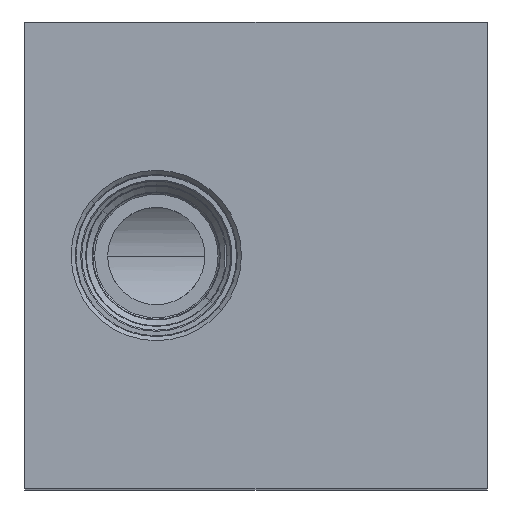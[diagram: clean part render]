
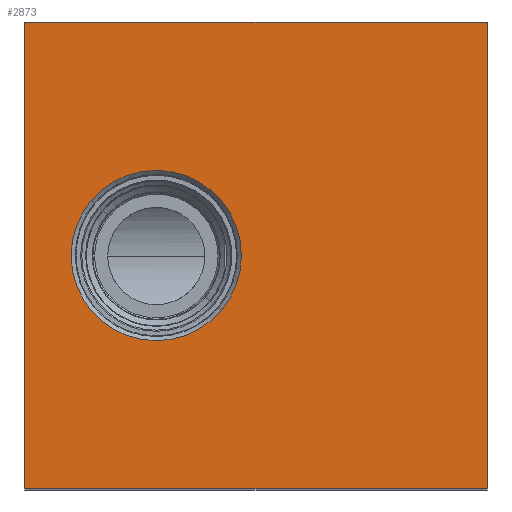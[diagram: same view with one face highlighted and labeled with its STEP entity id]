
A CAD part, top view. The second image highlights one B-rep face of the part: STEP entity #2873.
In plain terms, the highlighted planar face has unit normal (0, 0, 1).
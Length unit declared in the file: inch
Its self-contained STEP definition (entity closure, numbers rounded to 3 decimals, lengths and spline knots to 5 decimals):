
#183=DIRECTION('',(0.,-1.,0.));
#184=VECTOR('',#183,6.);
#185=CARTESIAN_POINT('',(0.,0.,7.375));
#186=LINE('',#185,#184);
#187=DIRECTION('',(-1.,0.,0.));
#188=VECTOR('',#187,5.938);
#189=CARTESIAN_POINT('',(5.938,0.,7.375));
#190=LINE('',#189,#188);
#191=DIRECTION('',(0.,1.,0.));
#192=VECTOR('',#191,6.);
#193=CARTESIAN_POINT('',(5.938,-6.,7.375));
#194=LINE('',#193,#192);
#195=DIRECTION('',(1.,0.,0.));
#196=VECTOR('',#195,5.938);
#197=CARTESIAN_POINT('',(0.,-6.,7.375));
#198=LINE('',#197,#196);
#199=CARTESIAN_POINT('',(1.688,-3.,7.375));
#200=DIRECTION('',(0.,0.,-1.));
#201=DIRECTION('',(-0.766,0.643,0.));
#202=AXIS2_PLACEMENT_3D('',#199,#200,#201);
#204=CARTESIAN_POINT('',(1.688,-3.,7.375));
#205=DIRECTION('',(0.,0.,-1.));
#206=DIRECTION('',(0.766,-0.643,0.));
#207=AXIS2_PLACEMENT_3D('',#204,#205,#206);
#2277=CARTESIAN_POINT('',(0.,0.,7.375));
#2278=CARTESIAN_POINT('',(0.,-6.,7.375));
#2279=VERTEX_POINT('',#2277);
#2280=VERTEX_POINT('',#2278);
#2281=CARTESIAN_POINT('',(5.938,-6.,7.375));
#2282=VERTEX_POINT('',#2281);
#2283=CARTESIAN_POINT('',(5.938,0.,7.375));
#2284=VERTEX_POINT('',#2283);
#2327=CARTESIAN_POINT('',(2.52605,-3.70321,7.375));
#2329=VERTEX_POINT('',#2327);
#2341=CARTESIAN_POINT('',(0.84995,-2.29679,7.375));
#2342=VERTEX_POINT('',#2341);
#2856=CARTESIAN_POINT('',(0.,0.,7.375));
#2857=DIRECTION('',(0.,0.,1.));
#2858=DIRECTION('',(1.,0.,0.));
#2859=AXIS2_PLACEMENT_3D('',#2856,#2857,#2858);
#2860=PLANE('',#2859);
#2861=ORIENTED_EDGE('',*,*,#2724,.F.);
#2862=ORIENTED_EDGE('',*,*,#2775,.F.);
#2863=ORIENTED_EDGE('',*,*,#2801,.F.);
#2864=ORIENTED_EDGE('',*,*,#2844,.F.);
#2865=EDGE_LOOP('',(#2861,#2862,#2863,#2864));
#2866=FACE_OUTER_BOUND('',#2865,.F.);
#2868=ORIENTED_EDGE('',*,*,#2867,.F.);
#2870=ORIENTED_EDGE('',*,*,#2869,.F.);
#2871=EDGE_LOOP('',(#2868,#2870));
#2872=FACE_BOUND('',#2871,.F.);
#2873=ADVANCED_FACE('',(#2866,#2872),#2860,.T.);
#203=CIRCLE('',#202,1.094);
#208=CIRCLE('',#207,1.094);
#2724=EDGE_CURVE('',#2279,#2280,#186,.T.);
#2775=EDGE_CURVE('',#2284,#2279,#190,.T.);
#2801=EDGE_CURVE('',#2282,#2284,#194,.T.);
#2844=EDGE_CURVE('',#2280,#2282,#198,.T.);
#2867=EDGE_CURVE('',#2342,#2329,#203,.T.);
#2869=EDGE_CURVE('',#2329,#2342,#208,.T.);
